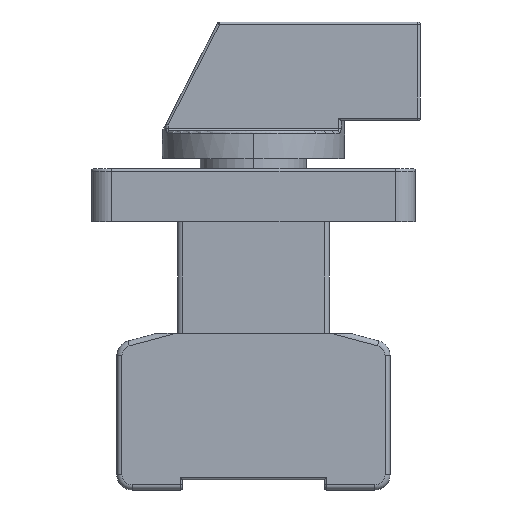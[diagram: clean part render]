
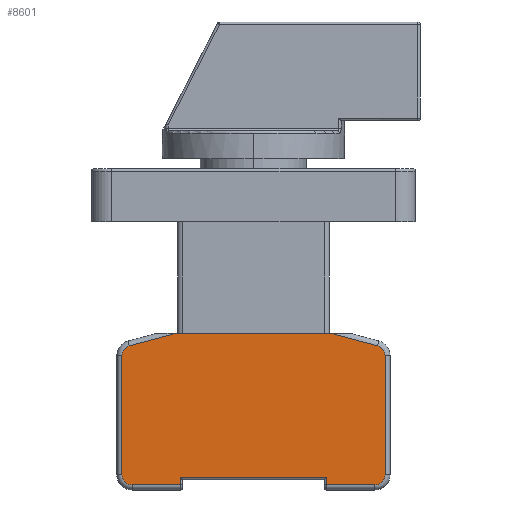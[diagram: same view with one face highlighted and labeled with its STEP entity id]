
A CAD part, left-side view. The second image highlights one B-rep face of the part: STEP entity #8601.
In plain terms, the highlighted planar face has unit normal (-1, 0, 0).
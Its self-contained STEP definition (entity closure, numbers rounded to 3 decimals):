
#16 = DIRECTION ( 'NONE',  ( -1., 0., 0. ) ) ;
#65 = DIRECTION ( 'NONE',  ( -1., 0., 0. ) ) ;
#139 = CARTESIAN_POINT ( 'NONE',  ( -21., -26., -36.946 ) ) ;
#233 = ORIENTED_EDGE ( 'NONE', *, *, #12621, .T. ) ;
#238 = DIRECTION ( 'NONE',  ( 0., -1., 0. ) ) ;
#327 = CARTESIAN_POINT ( 'NONE',  ( -21., 14.5, -61. ) ) ;
#334 = DIRECTION ( 'NONE',  ( -1., 0., 0. ) ) ;
#385 = VECTOR ( 'NONE', #238, 1000. ) ;
#862 = ORIENTED_EDGE ( 'NONE', *, *, #7171, .T. ) ;
#1006 = LINE ( 'NONE', #1705, #3771 ) ;
#1097 = LINE ( 'NONE', #7168, #8068 ) ;
#1148 = CARTESIAN_POINT ( 'NONE',  ( -21., 24., -36.946 ) ) ;
#1265 = EDGE_CURVE ( 'NONE', #7037, #11927, #4015, .T. ) ;
#1705 = CARTESIAN_POINT ( 'NONE',  ( -21., 14.5, -63.5 ) ) ;
#1773 = CIRCLE ( 'NONE', #6575, 2. ) ;
#1849 = PLANE ( 'NONE',  #8232 ) ;
#2318 = ORIENTED_EDGE ( 'NONE', *, *, #12607, .T. ) ;
#2847 = VECTOR ( 'NONE', #3108, 1000. ) ;
#2853 = CARTESIAN_POINT ( 'NONE',  ( -21., -27., -62.5 ) ) ;
#3013 = CARTESIAN_POINT ( 'NONE',  ( -21., 26., -60.5 ) ) ;
#3063 = VERTEX_POINT ( 'NONE', #9567 ) ;
#3069 = CARTESIAN_POINT ( 'NONE',  ( -21., -27., -61. ) ) ;
#3108 = DIRECTION ( 'NONE',  ( 0., -1., 0. ) ) ;
#3258 = EDGE_LOOP ( 'NONE', ( #12037, #4463, #2318, #8814, #11935, #10289, #6608, #8919, #12263, #9401, #9548, #862, #11316, #233 ) ) ;
#3355 = AXIS2_PLACEMENT_3D ( 'NONE', #10956, #11995, #10870 ) ;
#3413 = CARTESIAN_POINT ( 'NONE',  ( -21., 24., -62.5 ) ) ;
#3457 = EDGE_CURVE ( 'NONE', #6415, #6487, #8361, .T. ) ;
#3461 = VERTEX_POINT ( 'NONE', #4479 ) ;
#3771 = VECTOR ( 'NONE', #9992, 1000. ) ;
#3809 = VECTOR ( 'NONE', #13031, 1000. ) ;
#3850 = CARTESIAN_POINT ( 'NONE',  ( -21., 26., -36.946 ) ) ;
#3866 = VECTOR ( 'NONE', #12566, 1000. ) ;
#3905 = DIRECTION ( 'NONE',  ( 0., 0., -1. ) ) ;
#3964 = VERTEX_POINT ( 'NONE', #4010 ) ;
#4010 = CARTESIAN_POINT ( 'NONE',  ( -21., -26., -60.5 ) ) ;
#4015 = LINE ( 'NONE', #13367, #11020 ) ;
#4368 = CARTESIAN_POINT ( 'NONE',  ( -21., 24., -60.5 ) ) ;
#4463 = ORIENTED_EDGE ( 'NONE', *, *, #12497, .T. ) ;
#4479 = CARTESIAN_POINT ( 'NONE',  ( -21., -24.518, -35.014 ) ) ;
#4863 = CIRCLE ( 'NONE', #5006, 2. ) ;
#5006 = AXIS2_PLACEMENT_3D ( 'NONE', #8270, #65, #5190 ) ;
#5190 = DIRECTION ( 'NONE',  ( 0., 0., -1. ) ) ;
#5404 = EDGE_CURVE ( 'NONE', #9645, #3461, #4863, .T. ) ;
#5519 = DIRECTION ( 'NONE',  ( 0., 0., -1. ) ) ;
#5673 = CARTESIAN_POINT ( 'NONE',  ( -21., -18.741, -33.466 ) ) ;
#5824 = EDGE_CURVE ( 'NONE', #11927, #6415, #1773, .T. ) ;
#5838 = VERTEX_POINT ( 'NONE', #11530 ) ;
#6025 = VECTOR ( 'NONE', #11046, 1000. ) ;
#6174 = VERTEX_POINT ( 'NONE', #327 ) ;
#6415 = VERTEX_POINT ( 'NONE', #3850 ) ;
#6462 = FACE_OUTER_BOUND ( 'NONE', #3258, .T. ) ;
#6487 = VERTEX_POINT ( 'NONE', #3013 ) ;
#6575 = AXIS2_PLACEMENT_3D ( 'NONE', #1148, #16, #10506 ) ;
#6608 = ORIENTED_EDGE ( 'NONE', *, *, #11223, .T. ) ;
#6637 = LINE ( 'NONE', #11523, #3866 ) ;
#6660 = CARTESIAN_POINT ( 'NONE',  ( -21., 24.518, -35.014 ) ) ;
#7037 = VERTEX_POINT ( 'NONE', #12203 ) ;
#7168 = CARTESIAN_POINT ( 'NONE',  ( -21., -27., -32.5 ) ) ;
#7171 = EDGE_CURVE ( 'NONE', #6487, #11677, #8498, .T. ) ;
#7172 = LINE ( 'NONE', #9854, #8807 ) ;
#7399 = LINE ( 'NONE', #3069, #2847 ) ;
#7431 = CARTESIAN_POINT ( 'NONE',  ( -21., 26., -63.5 ) ) ;
#7863 = DIRECTION ( 'NONE',  ( 0., 0., -1. ) ) ;
#8068 = VECTOR ( 'NONE', #8954, 1000. ) ;
#8116 = CIRCLE ( 'NONE', #3355, 2. ) ;
#8232 = AXIS2_PLACEMENT_3D ( 'NONE', #9095, #10127, #3905 ) ;
#8270 = CARTESIAN_POINT ( 'NONE',  ( -21., -24., -36.946 ) ) ;
#8361 = LINE ( 'NONE', #7431, #10666 ) ;
#8498 = CIRCLE ( 'NONE', #11114, 2. ) ;
#8601 = ADVANCED_FACE ( 'NONE', ( #6462 ), #1849, .F. ) ;
#8718 = EDGE_CURVE ( 'NONE', #3964, #9645, #6637, .T. ) ;
#8807 = VECTOR ( 'NONE', #7863, 1000. ) ;
#8814 = ORIENTED_EDGE ( 'NONE', *, *, #13404, .T. ) ;
#8919 = ORIENTED_EDGE ( 'NONE', *, *, #8994, .T. ) ;
#8954 = DIRECTION ( 'NONE',  ( 0., 1., 0. ) ) ;
#8994 = EDGE_CURVE ( 'NONE', #12103, #7037, #1097, .T. ) ;
#9095 = CARTESIAN_POINT ( 'NONE',  ( -21., -27., -63.5 ) ) ;
#9401 = ORIENTED_EDGE ( 'NONE', *, *, #5824, .T. ) ;
#9548 = ORIENTED_EDGE ( 'NONE', *, *, #3457, .T. ) ;
#9567 = CARTESIAN_POINT ( 'NONE',  ( -21., 14.5, -62.5 ) ) ;
#9645 = VERTEX_POINT ( 'NONE', #139 ) ;
#9854 = CARTESIAN_POINT ( 'NONE',  ( -21., -14.5, -63.5 ) ) ;
#9992 = DIRECTION ( 'NONE',  ( 0., 0., 1. ) ) ;
#10055 = EDGE_CURVE ( 'NONE', #6174, #13208, #7399, .T. ) ;
#10127 = DIRECTION ( 'NONE',  ( 1., 0., 0. ) ) ;
#10289 = ORIENTED_EDGE ( 'NONE', *, *, #5404, .T. ) ;
#10305 = DIRECTION ( 'NONE',  ( 0., 0.966, -0.259 ) ) ;
#10506 = DIRECTION ( 'NONE',  ( 0., 0., -1. ) ) ;
#10642 = CARTESIAN_POINT ( 'NONE',  ( -21., -27., -62.5 ) ) ;
#10666 = VECTOR ( 'NONE', #11646, 1000. ) ;
#10870 = DIRECTION ( 'NONE',  ( 0., 0., -1. ) ) ;
#10956 = CARTESIAN_POINT ( 'NONE',  ( -21., -24., -60.5 ) ) ;
#11020 = VECTOR ( 'NONE', #10305, 1000. ) ;
#11046 = DIRECTION ( 'NONE',  ( 0., -1., 0. ) ) ;
#11114 = AXIS2_PLACEMENT_3D ( 'NONE', #4368, #334, #5519 ) ;
#11223 = EDGE_CURVE ( 'NONE', #3461, #12103, #11915, .T. ) ;
#11238 = CARTESIAN_POINT ( 'NONE',  ( -21., -14.5, -61. ) ) ;
#11316 = ORIENTED_EDGE ( 'NONE', *, *, #11520, .T. ) ;
#11520 = EDGE_CURVE ( 'NONE', #11677, #3063, #12537, .T. ) ;
#11523 = CARTESIAN_POINT ( 'NONE',  ( -21., -26., -63.5 ) ) ;
#11530 = CARTESIAN_POINT ( 'NONE',  ( -21., -24., -62.5 ) ) ;
#11646 = DIRECTION ( 'NONE',  ( 0., 0., -1. ) ) ;
#11677 = VERTEX_POINT ( 'NONE', #3413 ) ;
#11915 = LINE ( 'NONE', #5673, #3809 ) ;
#11927 = VERTEX_POINT ( 'NONE', #6660 ) ;
#11935 = ORIENTED_EDGE ( 'NONE', *, *, #8718, .T. ) ;
#11995 = DIRECTION ( 'NONE',  ( -1., 0., 0. ) ) ;
#12030 = CARTESIAN_POINT ( 'NONE',  ( -21., -14.5, -62.5 ) ) ;
#12037 = ORIENTED_EDGE ( 'NONE', *, *, #10055, .T. ) ;
#12103 = VERTEX_POINT ( 'NONE', #13128 ) ;
#12203 = CARTESIAN_POINT ( 'NONE',  ( -21., 15.136, -32.5 ) ) ;
#12263 = ORIENTED_EDGE ( 'NONE', *, *, #1265, .T. ) ;
#12497 = EDGE_CURVE ( 'NONE', #13208, #12635, #7172, .T. ) ;
#12510 = LINE ( 'NONE', #2853, #6025 ) ;
#12537 = LINE ( 'NONE', #10642, #385 ) ;
#12566 = DIRECTION ( 'NONE',  ( 0., 0., 1. ) ) ;
#12607 = EDGE_CURVE ( 'NONE', #12635, #5838, #12510, .T. ) ;
#12621 = EDGE_CURVE ( 'NONE', #3063, #6174, #1006, .T. ) ;
#12635 = VERTEX_POINT ( 'NONE', #12030 ) ;
#13031 = DIRECTION ( 'NONE',  ( 0., 0.966, 0.259 ) ) ;
#13128 = CARTESIAN_POINT ( 'NONE',  ( -21., -15.136, -32.5 ) ) ;
#13208 = VERTEX_POINT ( 'NONE', #11238 ) ;
#13367 = CARTESIAN_POINT ( 'NONE',  ( -21., 24.518, -35.014 ) ) ;
#13404 = EDGE_CURVE ( 'NONE', #5838, #3964, #8116, .T. ) ;
